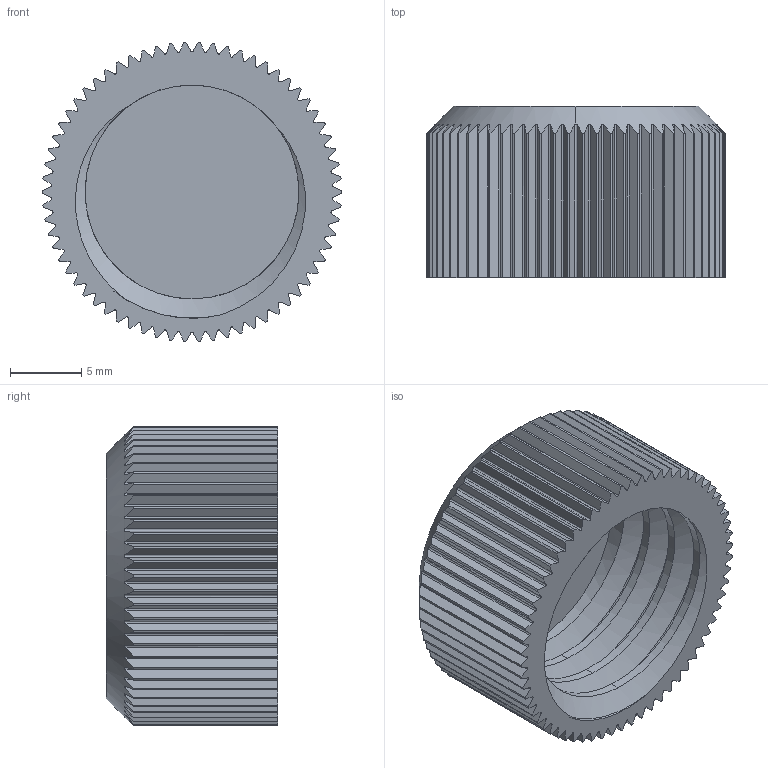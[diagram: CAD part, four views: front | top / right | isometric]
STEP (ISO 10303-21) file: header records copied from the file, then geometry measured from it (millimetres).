
FILE_DESCRIPTION (( 'STEP AP203' ), '1' );
FILE_NAME ('HRDAQ_BOX_CAP.STEP', '2024-06-20T22:11:11', ( '' ), ( '' ), 'SwSTEP 2.0', 'SolidWorks 2023', '' );
FILE_SCHEMA (( 'CONFIG_CONTROL_DESIGN' ));
Length unit declared in the file: millimetre
Products named in the file (1): HRDAQ_BOX_CAP
Bounding box: 21 x 12 x 20.98 mm (x, y, z)
Volume: 1919.7 mm3; surface area: 2569 mm2
Topology: 1 solids, 1 shells, 306 faces, 903 edges, 601 vertices
Faces by surface type: cylinder 162, plane 137, cone 4, bspline 3
Entity records: 12711 total; most frequent: CARTESIAN_POINT 4741, ORIENTED_EDGE 1806, DIRECTION 1501, EDGE_CURVE 903, VERTEX_POINT 601, AXIS2_PLACEMENT_3D 534, LINE 433, VECTOR 433
